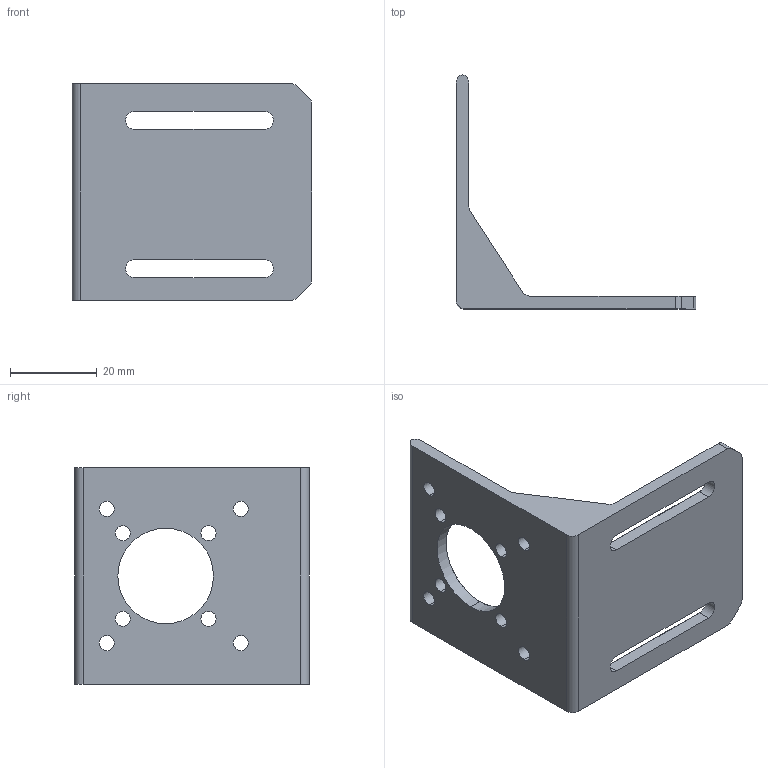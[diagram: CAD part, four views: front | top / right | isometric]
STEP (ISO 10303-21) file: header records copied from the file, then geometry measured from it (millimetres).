
FILE_DESCRIPTION (( 'STEP AP214' ), '1' );
FILE_NAME ('Mounting Bracket for Nema 17 Stepper Motor.STEP', '2022-11-10T13:13:56', ( '' ), ( '' ), 'SwSTEP 2.0', 'SolidWorks 2022', '' );
FILE_SCHEMA (( 'AUTOMOTIVE_DESIGN' ));
Length unit declared in the file: millimetre
Products named in the file (1): Mounting Bracket for Nema 17 Stepper Motor
Bounding box: 55.49 x 54.19 x 50 mm (x, y, z)
Volume: 14172.9 mm3; surface area: 11298.3 mm2
Topology: 1 solids, 1 shells, 77 faces, 199 edges, 124 vertices
Faces by surface type: cylinder 38, torus 22, plane 17
Entity records: 2459 total; most frequent: DIRECTION 471, CARTESIAN_POINT 401, ORIENTED_EDGE 398, EDGE_CURVE 199, AXIS2_PLACEMENT_3D 194, VERTEX_POINT 124, CIRCLE 116, EDGE_LOOP 99
